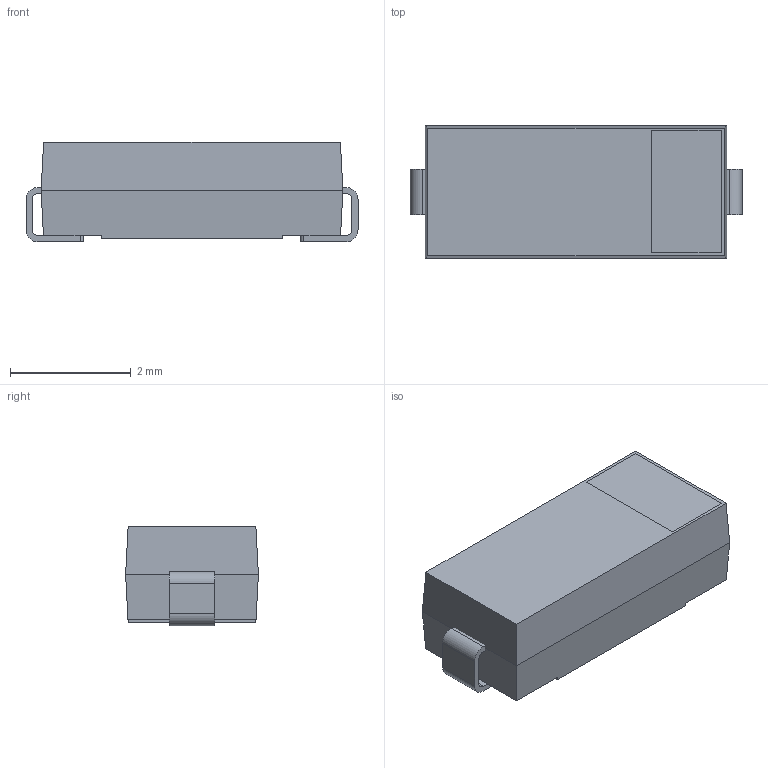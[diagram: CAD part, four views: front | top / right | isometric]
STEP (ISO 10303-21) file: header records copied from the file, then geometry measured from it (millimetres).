
FILE_DESCRIPTION (( 'STEP AP214' ), '1' );
FILE_NAME ('MEDER_MK24-A-3.step', '2019-07-11T21:34:21', ( '' ), ( '' ), 'SwSTEP 2.0', 'SolidWorks 2017', '' );
FILE_SCHEMA (( 'AUTOMOTIVE_DESIGN' ));
Length unit declared in the file: millimetre
Products named in the file (1): MK24-A-3
Bounding box: 5.5 x 2.2 x 1.65 mm (x, y, z)
Volume: 17.2 mm3; surface area: 50.3 mm2
Topology: 3 solids, 3 shells, 47 faces, 120 edges, 80 vertices
Faces by surface type: plane 35, cylinder 12
Entity records: 1470 total; most frequent: CARTESIAN_POINT 248, DIRECTION 240, ORIENTED_EDGE 240, EDGE_CURVE 120, LINE 96, VECTOR 96, VERTEX_POINT 80, AXIS2_PLACEMENT_3D 72
